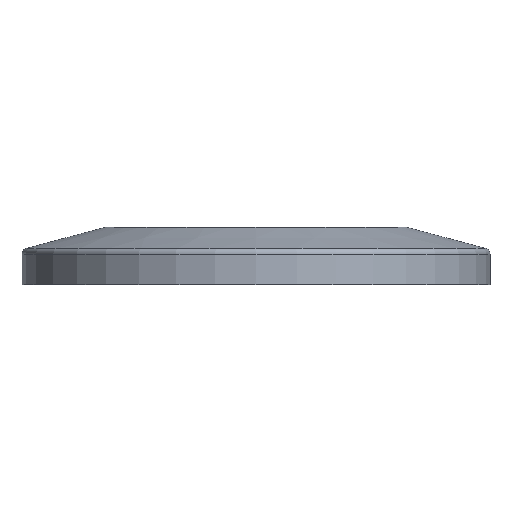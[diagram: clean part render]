
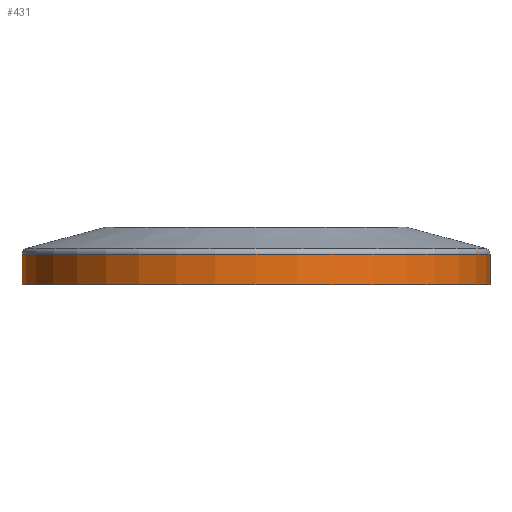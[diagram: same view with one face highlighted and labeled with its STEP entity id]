
A CAD part, front view. The second image highlights one B-rep face of the part: STEP entity #431.
In plain terms, the highlighted cylindrical face has radius 20 mm (diameter 40 mm), a full revolution.
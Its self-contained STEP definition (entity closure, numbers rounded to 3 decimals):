
#21 = EDGE_CURVE('',#22,#22,#24,.T.);
#22 = VERTEX_POINT('',#23);
#23 = CARTESIAN_POINT('',(20.,0.,2.616));
#24 = SURFACE_CURVE('',#25,(#30,#64),.PCURVE_S1.);
#25 = CIRCLE('',#26,20.);
#26 = AXIS2_PLACEMENT_3D('',#27,#28,#29);
#27 = CARTESIAN_POINT('',(0.,0.,2.616));
#28 = DIRECTION('',(0.,0.,1.));
#29 = DIRECTION('',(-1.,0.,0.));
#30 = PCURVE('',#31,#36);
#31 = TOROIDAL_SURFACE('',#32,19.5,0.5);
#32 = AXIS2_PLACEMENT_3D('',#33,#34,#35);
#33 = CARTESIAN_POINT('',(0.,0.,2.616));
#34 = DIRECTION('',(0.,0.,1.));
#35 = DIRECTION('',(1.,0.,0.));
#36 = DEFINITIONAL_REPRESENTATION('',(#37),#63);
#37 = B_SPLINE_CURVE_WITH_KNOTS('',3,(#38,#39,#40,#41,#42,#43,#44,#45,
    #46,#47,#48,#49,#50,#51,#52,#53,#54,#55,#56,#57,#58,#59,#60,#61,#62)
  ,.UNSPECIFIED.,.F.,.F.,(4,1,1,1,1,1,1,1,1,1,1,1,1,1,1,1,1,1,1,1,1,1,4)
  ,(3.142,3.427,3.713,3.998,
    4.284,4.57,4.855,5.141,
    5.426,5.712,5.998,6.283,
    6.569,6.854,7.14,7.426,
    7.711,7.997,8.282,8.568,
    8.854,9.139,9.425),.QUASI_UNIFORM_KNOTS.);
#38 = CARTESIAN_POINT('',(0.,6.283));
#39 = CARTESIAN_POINT('',(0.095,6.283));
#40 = CARTESIAN_POINT('',(0.286,6.283));
#41 = CARTESIAN_POINT('',(0.571,6.283));
#42 = CARTESIAN_POINT('',(0.857,6.283));
#43 = CARTESIAN_POINT('',(1.142,6.283));
#44 = CARTESIAN_POINT('',(1.428,6.283));
#45 = CARTESIAN_POINT('',(1.714,6.283));
#46 = CARTESIAN_POINT('',(1.999,6.283));
#47 = CARTESIAN_POINT('',(2.285,6.283));
#48 = CARTESIAN_POINT('',(2.57,6.283));
#49 = CARTESIAN_POINT('',(2.856,6.283));
#50 = CARTESIAN_POINT('',(3.142,6.283));
#51 = CARTESIAN_POINT('',(3.427,6.283));
#52 = CARTESIAN_POINT('',(3.713,6.283));
#53 = CARTESIAN_POINT('',(3.998,6.283));
#54 = CARTESIAN_POINT('',(4.284,6.283));
#55 = CARTESIAN_POINT('',(4.57,6.283));
#56 = CARTESIAN_POINT('',(4.855,6.283));
#57 = CARTESIAN_POINT('',(5.141,6.283));
#58 = CARTESIAN_POINT('',(5.426,6.283));
#59 = CARTESIAN_POINT('',(5.712,6.283));
#60 = CARTESIAN_POINT('',(5.998,6.283));
#61 = CARTESIAN_POINT('',(6.188,6.283));
#62 = CARTESIAN_POINT('',(6.283,6.283));
#63 = ( GEOMETRIC_REPRESENTATION_CONTEXT(2) 
PARAMETRIC_REPRESENTATION_CONTEXT() REPRESENTATION_CONTEXT('2D SPACE',''
  ) );
#64 = PCURVE('',#65,#70);
#65 = CYLINDRICAL_SURFACE('',#66,20.);
#66 = AXIS2_PLACEMENT_3D('',#67,#68,#69);
#67 = CARTESIAN_POINT('',(0.,0.,0.));
#68 = DIRECTION('',(0.,0.,1.));
#69 = DIRECTION('',(-1.,0.,0.));
#70 = DEFINITIONAL_REPRESENTATION('',(#71),#97);
#71 = B_SPLINE_CURVE_WITH_KNOTS('',3,(#72,#73,#74,#75,#76,#77,#78,#79,
    #80,#81,#82,#83,#84,#85,#86,#87,#88,#89,#90,#91,#92,#93,#94,#95,#96)
  ,.UNSPECIFIED.,.F.,.F.,(4,1,1,1,1,1,1,1,1,1,1,1,1,1,1,1,1,1,1,1,1,1,4)
  ,(3.142,3.427,3.713,3.998,
    4.284,4.57,4.855,5.141,
    5.426,5.712,5.998,6.283,
    6.569,6.854,7.14,7.426,
    7.711,7.997,8.282,8.568,
    8.854,9.139,9.425),.QUASI_UNIFORM_KNOTS.);
#72 = CARTESIAN_POINT('',(3.142,2.616));
#73 = CARTESIAN_POINT('',(3.237,2.616));
#74 = CARTESIAN_POINT('',(3.427,2.616));
#75 = CARTESIAN_POINT('',(3.713,2.616));
#76 = CARTESIAN_POINT('',(3.998,2.616));
#77 = CARTESIAN_POINT('',(4.284,2.616));
#78 = CARTESIAN_POINT('',(4.57,2.616));
#79 = CARTESIAN_POINT('',(4.855,2.616));
#80 = CARTESIAN_POINT('',(5.141,2.616));
#81 = CARTESIAN_POINT('',(5.426,2.616));
#82 = CARTESIAN_POINT('',(5.712,2.616));
#83 = CARTESIAN_POINT('',(5.998,2.616));
#84 = CARTESIAN_POINT('',(6.283,2.616));
#85 = CARTESIAN_POINT('',(6.569,2.616));
#86 = CARTESIAN_POINT('',(6.854,2.616));
#87 = CARTESIAN_POINT('',(7.14,2.616));
#88 = CARTESIAN_POINT('',(7.426,2.616));
#89 = CARTESIAN_POINT('',(7.711,2.616));
#90 = CARTESIAN_POINT('',(7.997,2.616));
#91 = CARTESIAN_POINT('',(8.282,2.616));
#92 = CARTESIAN_POINT('',(8.568,2.616));
#93 = CARTESIAN_POINT('',(8.854,2.616));
#94 = CARTESIAN_POINT('',(9.139,2.616));
#95 = CARTESIAN_POINT('',(9.33,2.616));
#96 = CARTESIAN_POINT('',(9.425,2.616));
#97 = ( GEOMETRIC_REPRESENTATION_CONTEXT(2) 
PARAMETRIC_REPRESENTATION_CONTEXT() REPRESENTATION_CONTEXT('2D SPACE',''
  ) );
#431 = ADVANCED_FACE('',(#432),#65,.T.);
#432 = FACE_BOUND('',#433,.T.);
#433 = EDGE_LOOP('',(#434,#489,#509,#510));
#434 = ORIENTED_EDGE('',*,*,#435,.F.);
#435 = EDGE_CURVE('',#436,#436,#438,.T.);
#436 = VERTEX_POINT('',#437);
#437 = CARTESIAN_POINT('',(20.,0.,0.));
#438 = SURFACE_CURVE('',#439,(#444,#473),.PCURVE_S1.);
#439 = CIRCLE('',#440,20.);
#440 = AXIS2_PLACEMENT_3D('',#441,#442,#443);
#441 = CARTESIAN_POINT('',(0.,0.,0.));
#442 = DIRECTION('',(0.,0.,-1.));
#443 = DIRECTION('',(-1.,0.,0.));
#444 = PCURVE('',#65,#445);
#445 = DEFINITIONAL_REPRESENTATION('',(#446),#472);
#446 = B_SPLINE_CURVE_WITH_KNOTS('',3,(#447,#448,#449,#450,#451,#452,
    #453,#454,#455,#456,#457,#458,#459,#460,#461,#462,#463,#464,#465,
    #466,#467,#468,#469,#470,#471),.UNSPECIFIED.,.F.,.F.,(4,1,1,1,1,1,1,
    1,1,1,1,1,1,1,1,1,1,1,1,1,1,1,4),(3.142,3.427,
    3.713,3.998,4.284,4.57,
    4.855,5.141,5.426,5.712,
    5.998,6.283,6.569,6.854,
    7.14,7.426,7.711,7.997,
    8.282,8.568,8.854,9.139,
    9.425),.QUASI_UNIFORM_KNOTS.);
#447 = CARTESIAN_POINT('',(9.425,0.));
#448 = CARTESIAN_POINT('',(9.33,0.));
#449 = CARTESIAN_POINT('',(9.139,0.));
#450 = CARTESIAN_POINT('',(8.854,0.));
#451 = CARTESIAN_POINT('',(8.568,0.));
#452 = CARTESIAN_POINT('',(8.282,0.));
#453 = CARTESIAN_POINT('',(7.997,0.));
#454 = CARTESIAN_POINT('',(7.711,0.));
#455 = CARTESIAN_POINT('',(7.426,0.));
#456 = CARTESIAN_POINT('',(7.14,0.));
#457 = CARTESIAN_POINT('',(6.854,0.));
#458 = CARTESIAN_POINT('',(6.569,0.));
#459 = CARTESIAN_POINT('',(6.283,0.));
#460 = CARTESIAN_POINT('',(5.998,0.));
#461 = CARTESIAN_POINT('',(5.712,0.));
#462 = CARTESIAN_POINT('',(5.426,0.));
#463 = CARTESIAN_POINT('',(5.141,0.));
#464 = CARTESIAN_POINT('',(4.855,0.));
#465 = CARTESIAN_POINT('',(4.57,0.));
#466 = CARTESIAN_POINT('',(4.284,0.));
#467 = CARTESIAN_POINT('',(3.998,0.));
#468 = CARTESIAN_POINT('',(3.713,0.));
#469 = CARTESIAN_POINT('',(3.427,0.));
#470 = CARTESIAN_POINT('',(3.237,0.));
#471 = CARTESIAN_POINT('',(3.142,0.));
#472 = ( GEOMETRIC_REPRESENTATION_CONTEXT(2) 
PARAMETRIC_REPRESENTATION_CONTEXT() REPRESENTATION_CONTEXT('2D SPACE',''
  ) );
#473 = PCURVE('',#474,#479);
#474 = PLANE('',#475);
#475 = AXIS2_PLACEMENT_3D('',#476,#477,#478);
#476 = CARTESIAN_POINT('',(0.,0.,
    0.));
#477 = DIRECTION('',(0.,0.,1.));
#478 = DIRECTION('',(1.,0.,0.));
#479 = DEFINITIONAL_REPRESENTATION('',(#480),#488);
#480 = ( BOUNDED_CURVE() B_SPLINE_CURVE(2,(#481,#482,#483,#484,#485,#486
,#487),.UNSPECIFIED.,.F.,.F.) B_SPLINE_CURVE_WITH_KNOTS((1,2,2,2,2,1),(
    -2.094,0.,2.094,4.189,6.283,
8.378),.UNSPECIFIED.) CURVE() GEOMETRIC_REPRESENTATION_ITEM() 
RATIONAL_B_SPLINE_CURVE((1.,0.5,1.,0.5,1.,0.5,1.)) REPRESENTATION_ITEM(
  '') );
#481 = CARTESIAN_POINT('',(-20.,0.));
#482 = CARTESIAN_POINT('',(-20.,34.641));
#483 = CARTESIAN_POINT('',(10.,17.321));
#484 = CARTESIAN_POINT('',(40.,0.));
#485 = CARTESIAN_POINT('',(10.,-17.321));
#486 = CARTESIAN_POINT('',(-20.,-34.641));
#487 = CARTESIAN_POINT('',(-20.,0.));
#488 = ( GEOMETRIC_REPRESENTATION_CONTEXT(2) 
PARAMETRIC_REPRESENTATION_CONTEXT() REPRESENTATION_CONTEXT('2D SPACE',''
  ) );
#489 = ORIENTED_EDGE('',*,*,#490,.T.);
#490 = EDGE_CURVE('',#436,#22,#491,.T.);
#491 = SEAM_CURVE('',#492,(#495,#502),.PCURVE_S1.);
#492 = B_SPLINE_CURVE_WITH_KNOTS('',1,(#493,#494),.UNSPECIFIED.,.F.,.F.,
  (2,2),(0.,2.616),.PIECEWISE_BEZIER_KNOTS.);
#493 = CARTESIAN_POINT('',(20.,0.,0.));
#494 = CARTESIAN_POINT('',(20.,0.,2.616));
#495 = PCURVE('',#65,#496);
#496 = DEFINITIONAL_REPRESENTATION('',(#497),#501);
#497 = LINE('',#498,#499);
#498 = CARTESIAN_POINT('',(9.425,0.));
#499 = VECTOR('',#500,1.);
#500 = DIRECTION('',(0.,1.));
#501 = ( GEOMETRIC_REPRESENTATION_CONTEXT(2) 
PARAMETRIC_REPRESENTATION_CONTEXT() REPRESENTATION_CONTEXT('2D SPACE',''
  ) );
#502 = PCURVE('',#65,#503);
#503 = DEFINITIONAL_REPRESENTATION('',(#504),#508);
#504 = LINE('',#505,#506);
#505 = CARTESIAN_POINT('',(3.142,0.));
#506 = VECTOR('',#507,1.);
#507 = DIRECTION('',(0.,1.));
#508 = ( GEOMETRIC_REPRESENTATION_CONTEXT(2) 
PARAMETRIC_REPRESENTATION_CONTEXT() REPRESENTATION_CONTEXT('2D SPACE',''
  ) );
#509 = ORIENTED_EDGE('',*,*,#21,.F.);
#510 = ORIENTED_EDGE('',*,*,#490,.F.);
